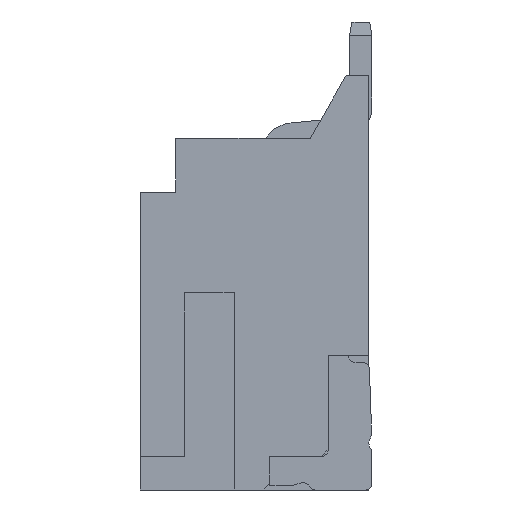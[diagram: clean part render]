
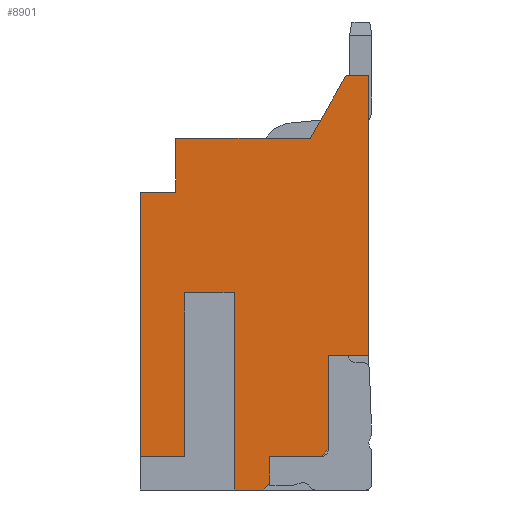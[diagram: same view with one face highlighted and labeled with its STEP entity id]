
A CAD part, left-side view. The second image highlights one B-rep face of the part: STEP entity #8901.
In plain terms, the highlighted planar face has unit normal (-1, 0, 0).
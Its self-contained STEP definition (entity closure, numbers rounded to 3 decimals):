
#19 = LINE ( 'NONE', #13403, #2112 ) ;
#75 = EDGE_CURVE ( 'NONE', #7100, #5774, #8693, .T. ) ;
#136 = EDGE_CURVE ( 'NONE', #6086, #2212, #13033, .T. ) ;
#137 = AXIS2_PLACEMENT_3D ( 'NONE', #11817, #1798, #5003 ) ;
#171 = LINE ( 'NONE', #12327, #3291 ) ;
#257 = CARTESIAN_POINT ( 'NONE',  ( -8., -4.2, -3.225 ) ) ;
#416 = ORIENTED_EDGE ( 'NONE', *, *, #2917, .F. ) ;
#460 = EDGE_CURVE ( 'NONE', #1483, #10513, #171, .T. ) ;
#763 = EDGE_CURVE ( 'NONE', #9730, #6086, #7893, .T. ) ;
#786 = VECTOR ( 'NONE', #14049, 1000. ) ;
#1227 = CARTESIAN_POINT ( 'NONE',  ( -8., -2.1, -7.85 ) ) ;
#1423 = DIRECTION ( 'NONE',  ( 0., 1., 0. ) ) ;
#1483 = VERTEX_POINT ( 'NONE', #11842 ) ;
#1636 = VECTOR ( 'NONE', #12983, 1000. ) ;
#1798 = DIRECTION ( 'NONE',  ( 1., 0., 0. ) ) ;
#1848 = VECTOR ( 'NONE', #8780, 1000. ) ;
#1855 = EDGE_CURVE ( 'NONE', #13299, #9730, #4796, .T. ) ;
#1882 = CARTESIAN_POINT ( 'NONE',  ( -8., -4.2, -4.85 ) ) ;
#2067 = EDGE_LOOP ( 'NONE', ( #11305, #14296, #14007, #7344, #10992, #4388, #12511, #5735, #4167, #9383, #416, #8673, #14099, #8252, #14280, #14145, #6423, #9182 ) ) ;
#2112 = VECTOR ( 'NONE', #2440, 1000. ) ;
#2116 = CARTESIAN_POINT ( 'NONE',  ( -8., 0., -7.1 ) ) ;
#2157 = LINE ( 'NONE', #6587, #3198 ) ;
#2173 = DIRECTION ( 'NONE',  ( 0., 1., 0. ) ) ;
#2212 = VERTEX_POINT ( 'NONE', #2661 ) ;
#2299 = CARTESIAN_POINT ( 'NONE',  ( -8., -2.1, -3.45 ) ) ;
#2440 = DIRECTION ( 'NONE',  ( 0., 0., 1. ) ) ;
#2574 = VECTOR ( 'NONE', #3922, 1000. ) ;
#2596 = CARTESIAN_POINT ( 'NONE',  ( -8., -3.8, 0. ) ) ;
#2661 = CARTESIAN_POINT ( 'NONE',  ( -8., -2.9, -7.1 ) ) ;
#2668 = CARTESIAN_POINT ( 'NONE',  ( -8., -5.1, -4.85 ) ) ;
#2763 = FACE_OUTER_BOUND ( 'NONE', #2067, .T. ) ;
#2862 = CARTESIAN_POINT ( 'NONE',  ( -8., -5.1, 1.4 ) ) ;
#2917 = EDGE_CURVE ( 'NONE', #11330, #7523, #3273, .T. ) ;
#3198 = VECTOR ( 'NONE', #6179, 1000. ) ;
#3273 = LINE ( 'NONE', #9902, #8175 ) ;
#3291 = VECTOR ( 'NONE', #5868, 1000. ) ;
#3314 = CARTESIAN_POINT ( 'NONE',  ( -8., -2.9, -7.7 ) ) ;
#3351 = VECTOR ( 'NONE', #11119, 1000. ) ;
#3437 = VERTEX_POINT ( 'NONE', #2668 ) ;
#3704 = DIRECTION ( 'NONE',  ( 0., 0., 1. ) ) ;
#3922 = DIRECTION ( 'NONE',  ( 0., -1., 0. ) ) ;
#4167 = ORIENTED_EDGE ( 'NONE', *, *, #75, .F. ) ;
#4388 = ORIENTED_EDGE ( 'NONE', *, *, #12707, .F. ) ;
#4522 = VECTOR ( 'NONE', #8759, 1000. ) ;
#4576 = EDGE_CURVE ( 'NONE', #12640, #13146, #10154, .T. ) ;
#4640 = CARTESIAN_POINT ( 'NONE',  ( -8., -5.1, -3.225 ) ) ;
#4717 = CARTESIAN_POINT ( 'NONE',  ( -8., -2.55, -4.85 ) ) ;
#4759 = CARTESIAN_POINT ( 'NONE',  ( -8., -4.2, -6.95 ) ) ;
#4787 = LINE ( 'NONE', #4717, #12367 ) ;
#4796 = LINE ( 'NONE', #257, #7982 ) ;
#4828 = VERTEX_POINT ( 'NONE', #1227 ) ;
#4979 = CARTESIAN_POINT ( 'NONE',  ( -8., -0.8, 0. ) ) ;
#5003 = DIRECTION ( 'NONE',  ( 0., 0., -1. ) ) ;
#5268 = CARTESIAN_POINT ( 'NONE',  ( -8., -0.8, -3.925 ) ) ;
#5335 = CARTESIAN_POINT ( 'NONE',  ( -8., -3.8, 0. ) ) ;
#5492 = CARTESIAN_POINT ( 'NONE',  ( -8., -2.55, -7.85 ) ) ;
#5633 = EDGE_CURVE ( 'NONE', #7523, #7100, #11054, .T. ) ;
#5735 = ORIENTED_EDGE ( 'NONE', *, *, #7992, .F. ) ;
#5774 = VERTEX_POINT ( 'NONE', #6797 ) ;
#5811 = EDGE_CURVE ( 'NONE', #12640, #2212, #19, .T. ) ;
#5868 = DIRECTION ( 'NONE',  ( 0., -1., 0. ) ) ;
#5918 = CARTESIAN_POINT ( 'NONE',  ( -8., -2.9, -7.7 ) ) ;
#6027 = PLANE ( 'NONE',  #137 ) ;
#6086 = VERTEX_POINT ( 'NONE', #13041 ) ;
#6090 = CARTESIAN_POINT ( 'NONE',  ( -8., -1., -3.45 ) ) ;
#6097 = LINE ( 'NONE', #11745, #2574 ) ;
#6129 = CARTESIAN_POINT ( 'NONE',  ( -8., -1., -3.225 ) ) ;
#6179 = DIRECTION ( 'NONE',  ( 0., 0., 1. ) ) ;
#6360 = CARTESIAN_POINT ( 'NONE',  ( -8., 0., -3.225 ) ) ;
#6423 = ORIENTED_EDGE ( 'NONE', *, *, #5811, .T. ) ;
#6465 = EDGE_CURVE ( 'NONE', #12472, #10130, #13279, .T. ) ;
#6499 = EDGE_CURVE ( 'NONE', #3437, #13299, #4787, .T. ) ;
#6565 = CARTESIAN_POINT ( 'NONE',  ( -8., 0., -1.2 ) ) ;
#6587 = CARTESIAN_POINT ( 'NONE',  ( -8., -2.1, -3.225 ) ) ;
#6647 = EDGE_CURVE ( 'NONE', #13430, #7867, #6097, .T. ) ;
#6797 = CARTESIAN_POINT ( 'NONE',  ( -8., -0.8, -1.2 ) ) ;
#6856 = DIRECTION ( 'NONE',  ( 0., 0.707, -0.707 ) ) ;
#6914 = VECTOR ( 'NONE', #11040, 1000. ) ;
#7100 = VERTEX_POINT ( 'NONE', #6565 ) ;
#7121 = DIRECTION ( 'NONE',  ( 0., 0., -1. ) ) ;
#7344 = ORIENTED_EDGE ( 'NONE', *, *, #11008, .T. ) ;
#7439 = DIRECTION ( 'NONE',  ( 0., -0.496, 0.868 ) ) ;
#7523 = VERTEX_POINT ( 'NONE', #2116 ) ;
#7584 = VECTOR ( 'NONE', #7439, 1000. ) ;
#7737 = LINE ( 'NONE', #5268, #6914 ) ;
#7785 = EDGE_CURVE ( 'NONE', #4828, #12472, #2157, .T. ) ;
#7867 = VERTEX_POINT ( 'NONE', #2596 ) ;
#7893 = LINE ( 'NONE', #4759, #14034 ) ;
#7982 = VECTOR ( 'NONE', #7121, 1000. ) ;
#7992 = EDGE_CURVE ( 'NONE', #5774, #13430, #7737, .T. ) ;
#8029 = VECTOR ( 'NONE', #3704, 1000. ) ;
#8175 = VECTOR ( 'NONE', #13145, 1000. ) ;
#8252 = ORIENTED_EDGE ( 'NONE', *, *, #7785, .F. ) ;
#8549 = CARTESIAN_POINT ( 'NONE',  ( -8., -2.55, -7.1 ) ) ;
#8673 = ORIENTED_EDGE ( 'NONE', *, *, #13777, .F. ) ;
#8693 = LINE ( 'NONE', #14117, #786 ) ;
#8759 = DIRECTION ( 'NONE',  ( 0., 1., 0. ) ) ;
#8780 = DIRECTION ( 'NONE',  ( 0., -1., 0. ) ) ;
#8824 = CARTESIAN_POINT ( 'NONE',  ( -8., -2.75, -7.85 ) ) ;
#8901 = ADVANCED_FACE ( 'NONE', ( #2763 ), #6027, .F. ) ;
#9182 = ORIENTED_EDGE ( 'NONE', *, *, #136, .F. ) ;
#9318 = CARTESIAN_POINT ( 'NONE',  ( -8., -4.2, -6.95 ) ) ;
#9383 = ORIENTED_EDGE ( 'NONE', *, *, #5633, .F. ) ;
#9730 = VERTEX_POINT ( 'NONE', #9318 ) ;
#9787 = VECTOR ( 'NONE', #2173, 1000. ) ;
#9902 = CARTESIAN_POINT ( 'NONE',  ( -8., -2.55, -7.1 ) ) ;
#10130 = VERTEX_POINT ( 'NONE', #6090 ) ;
#10154 = LINE ( 'NONE', #3314, #3351 ) ;
#10220 = EDGE_CURVE ( 'NONE', #4828, #13146, #10837, .T. ) ;
#10513 = VERTEX_POINT ( 'NONE', #2862 ) ;
#10520 = LINE ( 'NONE', #6129, #11158 ) ;
#10837 = LINE ( 'NONE', #5492, #1848 ) ;
#10992 = ORIENTED_EDGE ( 'NONE', *, *, #460, .F. ) ;
#11008 = EDGE_CURVE ( 'NONE', #3437, #10513, #12541, .T. ) ;
#11040 = DIRECTION ( 'NONE',  ( 0., 0., 1. ) ) ;
#11054 = LINE ( 'NONE', #6360, #1636 ) ;
#11119 = DIRECTION ( 'NONE',  ( 0., 0.707, -0.707 ) ) ;
#11158 = VECTOR ( 'NONE', #13971, 1000. ) ;
#11305 = ORIENTED_EDGE ( 'NONE', *, *, #763, .F. ) ;
#11330 = VERTEX_POINT ( 'NONE', #14286 ) ;
#11745 = CARTESIAN_POINT ( 'NONE',  ( -8., -2.55, 0. ) ) ;
#11817 = CARTESIAN_POINT ( 'NONE',  ( -8., -2.55, -3.225 ) ) ;
#11842 = CARTESIAN_POINT ( 'NONE',  ( -8., -4.6, 1.4 ) ) ;
#12190 = CARTESIAN_POINT ( 'NONE',  ( -8., -2.55, -3.45 ) ) ;
#12327 = CARTESIAN_POINT ( 'NONE',  ( -8., -4.85, 1.4 ) ) ;
#12367 = VECTOR ( 'NONE', #1423, 1000. ) ;
#12472 = VERTEX_POINT ( 'NONE', #2299 ) ;
#12511 = ORIENTED_EDGE ( 'NONE', *, *, #6647, .F. ) ;
#12541 = LINE ( 'NONE', #4640, #8029 ) ;
#12640 = VERTEX_POINT ( 'NONE', #5918 ) ;
#12707 = EDGE_CURVE ( 'NONE', #7867, #1483, #14199, .T. ) ;
#12983 = DIRECTION ( 'NONE',  ( 0., 0., 1. ) ) ;
#13033 = LINE ( 'NONE', #8549, #4522 ) ;
#13041 = CARTESIAN_POINT ( 'NONE',  ( -8., -4.05, -7.1 ) ) ;
#13145 = DIRECTION ( 'NONE',  ( 0., 1., 0. ) ) ;
#13146 = VERTEX_POINT ( 'NONE', #8824 ) ;
#13279 = LINE ( 'NONE', #12190, #9787 ) ;
#13299 = VERTEX_POINT ( 'NONE', #1882 ) ;
#13403 = CARTESIAN_POINT ( 'NONE',  ( -8., -2.9, -6.025 ) ) ;
#13430 = VERTEX_POINT ( 'NONE', #4979 ) ;
#13777 = EDGE_CURVE ( 'NONE', #10130, #11330, #10520, .T. ) ;
#13971 = DIRECTION ( 'NONE',  ( 0., 0., -1. ) ) ;
#14007 = ORIENTED_EDGE ( 'NONE', *, *, #6499, .F. ) ;
#14034 = VECTOR ( 'NONE', #6856, 1000. ) ;
#14049 = DIRECTION ( 'NONE',  ( 0., -1., 0. ) ) ;
#14099 = ORIENTED_EDGE ( 'NONE', *, *, #6465, .F. ) ;
#14117 = CARTESIAN_POINT ( 'NONE',  ( -8., -2.55, -1.2 ) ) ;
#14145 = ORIENTED_EDGE ( 'NONE', *, *, #4576, .F. ) ;
#14199 = LINE ( 'NONE', #5335, #7584 ) ;
#14280 = ORIENTED_EDGE ( 'NONE', *, *, #10220, .T. ) ;
#14286 = CARTESIAN_POINT ( 'NONE',  ( -8., -1., -7.1 ) ) ;
#14296 = ORIENTED_EDGE ( 'NONE', *, *, #1855, .F. ) ;
